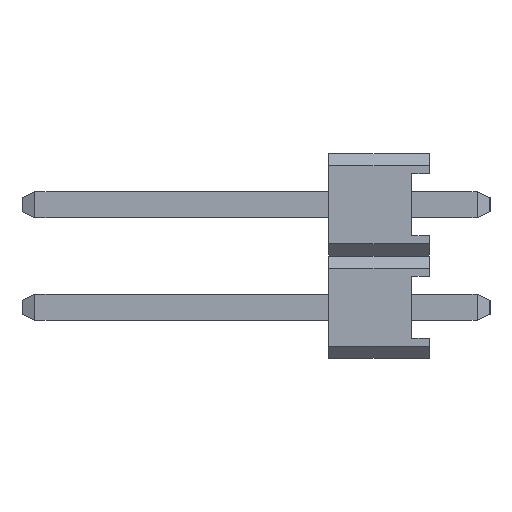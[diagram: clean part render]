
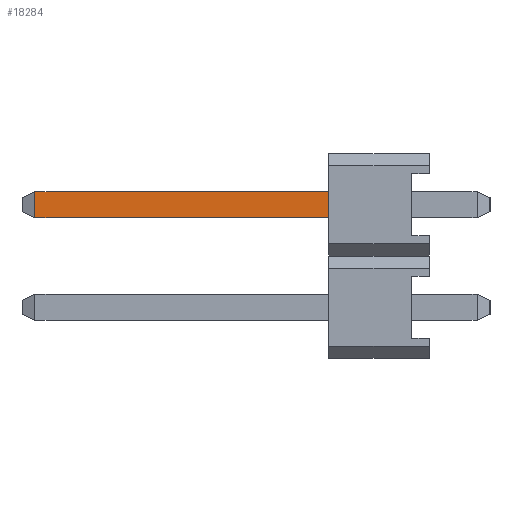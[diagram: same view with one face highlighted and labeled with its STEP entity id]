
A CAD part, left-side view. The second image highlights one B-rep face of the part: STEP entity #18284.
In plain terms, the highlighted planar face has unit normal (-1, 0, 0).
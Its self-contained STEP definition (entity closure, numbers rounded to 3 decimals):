
#3830 = CARTESIAN_POINT ( 'NONE',  ( -0.325, 2.5, 0.325 ) ) ;
#3831 = DIRECTION ( 'NONE',  ( 0., 0., 1. ) ) ;
#3832 = VECTOR ( 'NONE', #3831, 1000. ) ;
#3833 = CARTESIAN_POINT ( 'NONE',  ( -0.325, 2.5, 1.27 ) ) ;
#3834 = LINE ( 'NONE', #3833, #3832 ) ;
#3872 = CARTESIAN_POINT ( 'NONE',  ( -0.325, 2.5, -0.325 ) ) ;
#10560 = CARTESIAN_POINT ( 'NONE',  ( -0.325, 10.1, 0.325 ) ) ;
#10562 = AXIS2_PLACEMENT_3D ( 'NONE', #10560, #10739, #10738 ) ;
#10564 = LINE ( 'NONE', #10735, #10733 ) ;
#10566 = PLANE ( 'NONE',  #10562 ) ;
#10684 = FACE_OUTER_BOUND ( 'NONE', #18285, .T. ) ;
#10733 = VECTOR ( 'NONE', #10766, 1000. ) ;
#10735 = CARTESIAN_POINT ( 'NONE',  ( -0.325, 10.1, 0.325 ) ) ;
#10738 = DIRECTION ( 'NONE',  ( 0., 0., -1. ) ) ;
#10739 = DIRECTION ( 'NONE',  ( 1., 0., 0. ) ) ;
#10753 = DIRECTION ( 'NONE',  ( 0., -1., 0. ) ) ;
#10754 = VECTOR ( 'NONE', #10753, 1000. ) ;
#10755 = CARTESIAN_POINT ( 'NONE',  ( -0.325, 10.1, -0.325 ) ) ;
#10756 = LINE ( 'NONE', #10755, #10754 ) ;
#10758 = CARTESIAN_POINT ( 'NONE',  ( -0.325, 9.778, 0.325 ) ) ;
#10759 = LINE ( 'NONE', #10758, #10786 ) ;
#10764 = CARTESIAN_POINT ( 'NONE',  ( -0.325, 9.778, 0.325 ) ) ;
#10766 = DIRECTION ( 'NONE',  ( 0., -1., 0. ) ) ;
#10783 = CARTESIAN_POINT ( 'NONE',  ( -0.325, 9.778, -0.325 ) ) ;
#10784 = DIRECTION ( 'NONE',  ( 0., 0., -1. ) ) ;
#10786 = VECTOR ( 'NONE', #10784, 1000. ) ;
#15419 = EDGE_CURVE ( 'NONE', #15433, #15420, #3834, .T. ) ;
#15420 = VERTEX_POINT ( 'NONE', #3830 ) ;
#15433 = VERTEX_POINT ( 'NONE', #3872 ) ;
#18284 = ADVANCED_FACE ( 'NONE', ( #10684 ), #10566, .F. ) ;
#18285 = EDGE_LOOP ( 'NONE', ( #18286, #18289, #18292, #18294 ) ) ;
#18286 = ORIENTED_EDGE ( 'NONE', *, *, #18287, .F. ) ;
#18287 = EDGE_CURVE ( 'NONE', #18288, #15420, #10564, .T. ) ;
#18288 = VERTEX_POINT ( 'NONE', #10764 ) ;
#18289 = ORIENTED_EDGE ( 'NONE', *, *, #18290, .T. ) ;
#18290 = EDGE_CURVE ( 'NONE', #18288, #18291, #10759, .T. ) ;
#18291 = VERTEX_POINT ( 'NONE', #10783 ) ;
#18292 = ORIENTED_EDGE ( 'NONE', *, *, #18293, .T. ) ;
#18293 = EDGE_CURVE ( 'NONE', #18291, #15433, #10756, .T. ) ;
#18294 = ORIENTED_EDGE ( 'NONE', *, *, #15419, .T. ) ;
